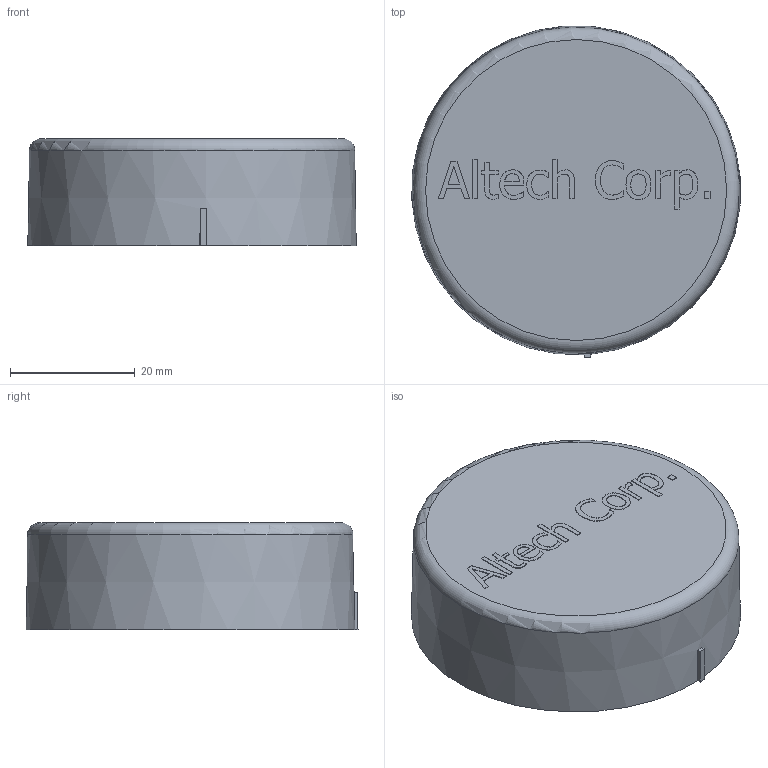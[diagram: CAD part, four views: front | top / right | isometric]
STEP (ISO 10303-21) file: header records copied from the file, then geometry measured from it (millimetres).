
FILE_DESCRIPTION(/* description */ ('Unknown'),/* implementation_level */ '2;1');
FILE_NAME(/* name */ 'TL12004.stp',/* time_stamp */ '2016-08-16T10:37:24-04:00',/* author */ ('CAD Station'),/* organization */ ('Unknown'),/* preprocessor_version */ 'ST-DEVELOPER v16.1',/* originating_system */ 'Autodesk Inventor 2016',/* authorisation */ ' ');
FILE_SCHEMA (('AUTOMOTIVE_DESIGN { 1 0 10303 214 3 1 1 }'));
Length unit declared in the file: millimetre
Products named in the file (1): TL12004
Bounding box: 52.78 x 53.34 x 17.35 mm (x, y, z)
Volume: 8862.4 mm3; surface area: 9480.5 mm2
Topology: 1 solids, 1 shells, 194 faces, 509 edges, 339 vertices
Faces by surface type: plane 110, bspline 71, cone 6, cylinder 5, torus 2
Full cylindrical faces by diameter (mm): 50.8 x1
Entity records: 6542 total; most frequent: CARTESIAN_POINT 2027, ORIENTED_EDGE 1006, DIRECTION 630, EDGE_CURVE 503, VERTEX_POINT 337, LINE 318, VECTOR 318, EDGE_LOOP 220
